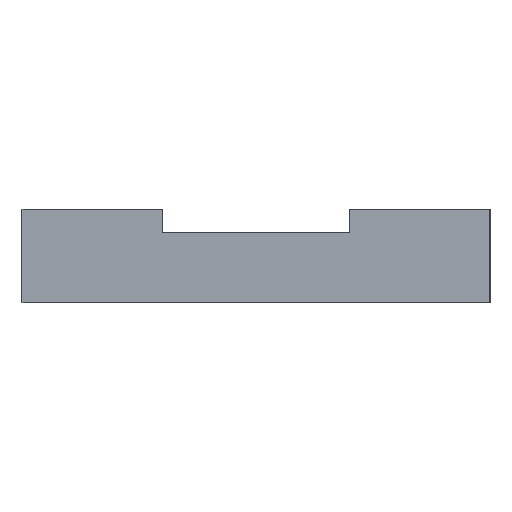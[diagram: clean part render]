
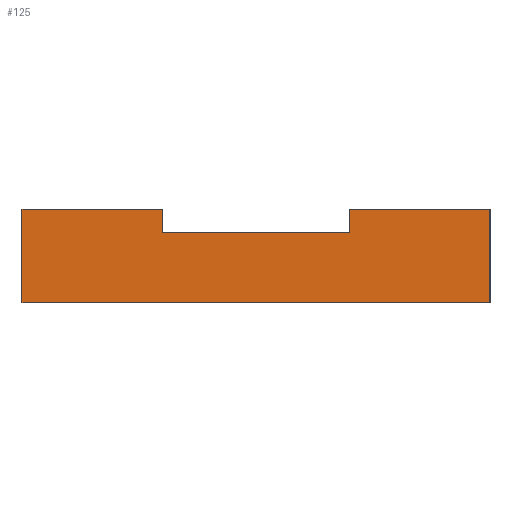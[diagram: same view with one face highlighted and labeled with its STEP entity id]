
A CAD part, left-side view. The second image highlights one B-rep face of the part: STEP entity #125.
In plain terms, the highlighted planar face has unit normal (-1, 0, 0).
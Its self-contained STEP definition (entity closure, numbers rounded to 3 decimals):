
#125=ADVANCED_FACE('',(#199),#201,.T.);
#199=FACE_BOUND('',#200,.T.);
#200=EDGE_LOOP('',(#245,#246,#247,#248,#249,#250,#251,#252));
#201=PLANE('',#202);
#202=AXIS2_PLACEMENT_3D('',#203,#204,#205);
#203=CARTESIAN_POINT('',(-25.,20.,0.));
#204=DIRECTION('',(-1.,0.,0.));
#205=DIRECTION('',(0.,-1.,0.));
#245=ORIENTED_EDGE('',*,*,#283,.F.);
#246=ORIENTED_EDGE('',*,*,#265,.F.);
#247=ORIENTED_EDGE('',*,*,#273,.F.);
#248=ORIENTED_EDGE('',*,*,#279,.F.);
#249=ORIENTED_EDGE('',*,*,#276,.F.);
#250=ORIENTED_EDGE('',*,*,#261,.F.);
#251=ORIENTED_EDGE('',*,*,#281,.F.);
#252=ORIENTED_EDGE('',*,*,#269,.F.);
#261=EDGE_CURVE('',#285,#286,#287,.T.);
#265=EDGE_CURVE('',#293,#294,#295,.T.);
#269=EDGE_CURVE('',#301,#302,#303,.F.);
#273=EDGE_CURVE('',#309,#293,#310,.T.);
#276=EDGE_CURVE('',#286,#314,#315,.T.);
#279=EDGE_CURVE('',#314,#309,#319,.T.);
#281=EDGE_CURVE('',#302,#285,#321,.T.);
#283=EDGE_CURVE('',#294,#301,#323,.T.);
#285=VERTEX_POINT('',#325);
#286=VERTEX_POINT('',#326);
#287=LINE('',#327,#328);
#293=VERTEX_POINT('',#341);
#294=VERTEX_POINT('',#342);
#295=LINE('',#343,#344);
#301=VERTEX_POINT('',#357);
#302=VERTEX_POINT('',#358);
#303=LINE('',#359,#360);
#309=VERTEX_POINT('',#373);
#310=LINE('',#374,#375);
#314=VERTEX_POINT('',#384);
#315=LINE('',#385,#386);
#319=LINE('',#395,#396);
#321=LINE('',#401,#402);
#323=LINE('',#407,#408);
#325=CARTESIAN_POINT('',(-25.,20.,8.));
#326=CARTESIAN_POINT('',(-25.,8.,8.));
#327=CARTESIAN_POINT('',(-25.,20.,8.));
#328=VECTOR('',#329,1.);
#329=DIRECTION('',(0.,-1.,0.));
#341=CARTESIAN_POINT('',(-25.,-8.,8.));
#342=CARTESIAN_POINT('',(-25.,-20.,8.));
#343=CARTESIAN_POINT('',(-25.,-8.,8.));
#344=VECTOR('',#345,1.);
#345=DIRECTION('',(0.,-1.,0.));
#357=CARTESIAN_POINT('',(-25.,-20.,0.));
#358=CARTESIAN_POINT('',(-25.,20.,0.));
#359=CARTESIAN_POINT('',(-25.,20.,0.));
#360=VECTOR('',#361,1.);
#361=DIRECTION('',(0.,-1.,0.));
#373=CARTESIAN_POINT('',(-25.,-8.,6.));
#374=CARTESIAN_POINT('',(-25.,-8.,6.));
#375=VECTOR('',#376,1.);
#376=DIRECTION('',(0.,0.,1.));
#384=CARTESIAN_POINT('',(-25.,8.,6.));
#385=CARTESIAN_POINT('',(-25.,8.,8.));
#386=VECTOR('',#387,1.);
#387=DIRECTION('',(0.,0.,-1.));
#395=CARTESIAN_POINT('',(-25.,8.,6.));
#396=VECTOR('',#397,1.);
#397=DIRECTION('',(0.,-1.,0.));
#401=CARTESIAN_POINT('',(-25.,20.,0.));
#402=VECTOR('',#403,1.);
#403=DIRECTION('',(0.,0.,1.));
#407=CARTESIAN_POINT('',(-25.,-20.,8.));
#408=VECTOR('',#409,1.);
#409=DIRECTION('',(0.,0.,-1.));
